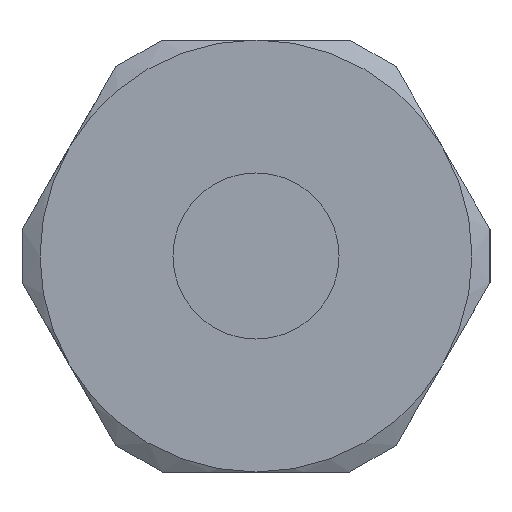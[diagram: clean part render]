
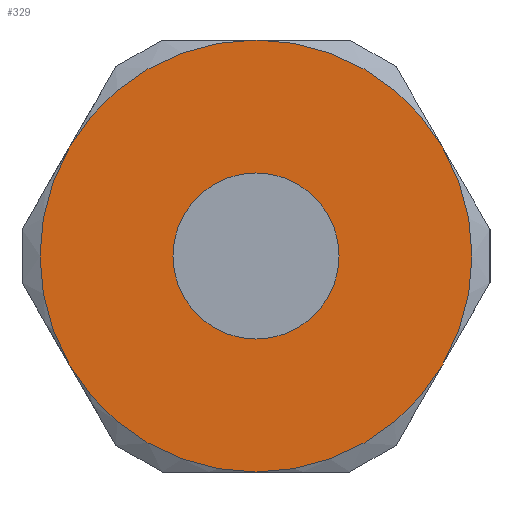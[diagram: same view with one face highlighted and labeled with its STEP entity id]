
A CAD part, left-side view. The second image highlights one B-rep face of the part: STEP entity #329.
In plain terms, the highlighted planar face has unit normal (-1, 0, 0).
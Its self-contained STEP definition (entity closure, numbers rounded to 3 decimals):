
#329 = ADVANCED_FACE( '', ( #634, #635 ), #636, .F. );
#634 = FACE_OUTER_BOUND( '', #921, .T. );
#635 = FACE_BOUND( '', #922, .T. );
#636 = PLANE( '', #923 );
#921 = EDGE_LOOP( '', ( #1597, #1598, #1599, #1600, #1601, #1602 ) );
#922 = EDGE_LOOP( '', ( #1603 ) );
#923 = AXIS2_PLACEMENT_3D( '', #1604, #1605, #1606 );
#1597 = ORIENTED_EDGE( '', *, *, #1862, .F. );
#1598 = ORIENTED_EDGE( '', *, *, #1900, .F. );
#1599 = ORIENTED_EDGE( '', *, *, #1710, .F. );
#1600 = ORIENTED_EDGE( '', *, *, #1835, .F. );
#1601 = ORIENTED_EDGE( '', *, *, #1826, .F. );
#1602 = ORIENTED_EDGE( '', *, *, #1882, .F. );
#1603 = ORIENTED_EDGE( '', *, *, #1664, .T. );
#1604 = CARTESIAN_POINT( '', ( 0., 0., 0. ) );
#1605 = DIRECTION( '', ( 1., 0., 0. ) );
#1606 = DIRECTION( '', ( 0., 0., -1. ) );
#1664 = EDGE_CURVE( '', #1938, #1938, #1939, .T. );
#1710 = EDGE_CURVE( '', #2018, #2019, #2020, .T. );
#1826 = EDGE_CURVE( '', #2029, #2194, #2195, .T. );
#1835 = EDGE_CURVE( '', #2194, #2018, #2206, .T. );
#1862 = EDGE_CURVE( '', #2236, #2238, #2239, .T. );
#1882 = EDGE_CURVE( '', #2238, #2029, #2261, .T. );
#1900 = EDGE_CURVE( '', #2019, #2236, #2283, .T. );
#1938 = VERTEX_POINT( '', #2335 );
#1939 = CIRCLE( '', #2336, 6.918 );
#2018 = VERTEX_POINT( '', #2526 );
#2019 = VERTEX_POINT( '', #2527 );
#2020 = CIRCLE( '', #2528, 18. );
#2029 = VERTEX_POINT( '', #2551 );
#2194 = VERTEX_POINT( '', #2961 );
#2195 = CIRCLE( '', #2962, 18. );
#2206 = CIRCLE( '', #2990, 18. );
#2236 = VERTEX_POINT( '', #3078 );
#2238 = VERTEX_POINT( '', #3085 );
#2239 = CIRCLE( '', #3086, 18. );
#2261 = CIRCLE( '', #3128, 18. );
#2283 = CIRCLE( '', #3161, 18. );
#2335 = CARTESIAN_POINT( '', ( 0., 0., -6.918 ) );
#2336 = AXIS2_PLACEMENT_3D( '', #3220, #3221, #3222 );
#2526 = CARTESIAN_POINT( '', ( 0., -15.588, -9. ) );
#2527 = CARTESIAN_POINT( '', ( 0., 0., -18. ) );
#2528 = AXIS2_PLACEMENT_3D( '', #3263, #3264, #3265 );
#2551 = CARTESIAN_POINT( '', ( 0., 0., 18. ) );
#2961 = CARTESIAN_POINT( '', ( 0., -15.588, 9. ) );
#2962 = AXIS2_PLACEMENT_3D( '', #3345, #3346, #3347 );
#2990 = AXIS2_PLACEMENT_3D( '', #3350, #3351, #3352 );
#3078 = CARTESIAN_POINT( '', ( 0., 15.588, -9. ) );
#3085 = CARTESIAN_POINT( '', ( 0., 15.588, 9. ) );
#3086 = AXIS2_PLACEMENT_3D( '', #3371, #3372, #3373 );
#3128 = AXIS2_PLACEMENT_3D( '', #3388, #3389, #3390 );
#3161 = AXIS2_PLACEMENT_3D( '', #3404, #3405, #3406 );
#3220 = CARTESIAN_POINT( '', ( 0., 0., 0. ) );
#3221 = DIRECTION( '', ( 1., 0., 0. ) );
#3222 = DIRECTION( '', ( 0., 0., -1. ) );
#3263 = CARTESIAN_POINT( '', ( 0., 0., 0. ) );
#3264 = DIRECTION( '', ( 1., 0., 0. ) );
#3265 = DIRECTION( '', ( 0., 0., -1. ) );
#3345 = CARTESIAN_POINT( '', ( 0., 0., 0. ) );
#3346 = DIRECTION( '', ( 1., 0., 0. ) );
#3347 = DIRECTION( '', ( 0., 0., -1. ) );
#3350 = CARTESIAN_POINT( '', ( 0., 0., 0. ) );
#3351 = DIRECTION( '', ( 1., 0., 0. ) );
#3352 = DIRECTION( '', ( 0., 0., -1. ) );
#3371 = CARTESIAN_POINT( '', ( 0., 0., 0. ) );
#3372 = DIRECTION( '', ( 1., 0., 0. ) );
#3373 = DIRECTION( '', ( 0., 0., -1. ) );
#3388 = CARTESIAN_POINT( '', ( 0., 0., 0. ) );
#3389 = DIRECTION( '', ( 1., 0., 0. ) );
#3390 = DIRECTION( '', ( 0., 0., -1. ) );
#3404 = CARTESIAN_POINT( '', ( 0., 0., 0. ) );
#3405 = DIRECTION( '', ( 1., 0., 0. ) );
#3406 = DIRECTION( '', ( 0., 0., -1. ) );
